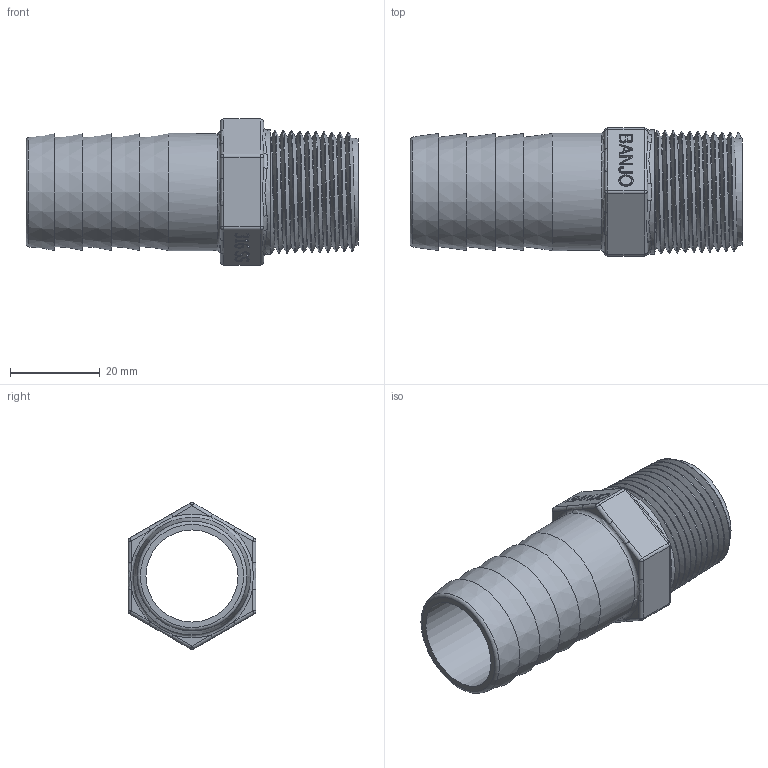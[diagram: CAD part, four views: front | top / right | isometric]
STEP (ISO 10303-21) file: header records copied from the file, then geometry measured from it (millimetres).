
FILE_DESCRIPTION((''),'2;1');
FILE_NAME('HB075-100SS.stp','2013-05-21T10:38:53',('mclevenger'),(''),'Autodesk Inventor 2013','Autodesk Inventor 2013','');
FILE_SCHEMA(('AUTOMOTIVE_DESIGN { 1 0 10303 214 1 1 1 1 }'));
Length unit declared in the file: inch
Products named in the file (1): HB075-100SS
Bounding box: 74.17 x 28.57 x 32.76 mm (x, y, z)
Volume: 15397.4 mm3; surface area: 12993.3 mm2
Topology: 1 solids, 1 shells, 274 faces, 695 edges, 439 vertices
Faces by surface type: bspline 116, plane 105, cylinder 27, sphere 12, torus 8, cone 6
Full cylindrical faces by diameter (mm): 20.574 x1, 26.162 x1, 27.737 x1
Entity records: 11396 total; most frequent: CARTESIAN_POINT 5587, ORIENTED_EDGE 1358, DIRECTION 859, EDGE_CURVE 679, VERTEX_POINT 437, VECTOR 351, LINE 351, EDGE_LOOP 306
